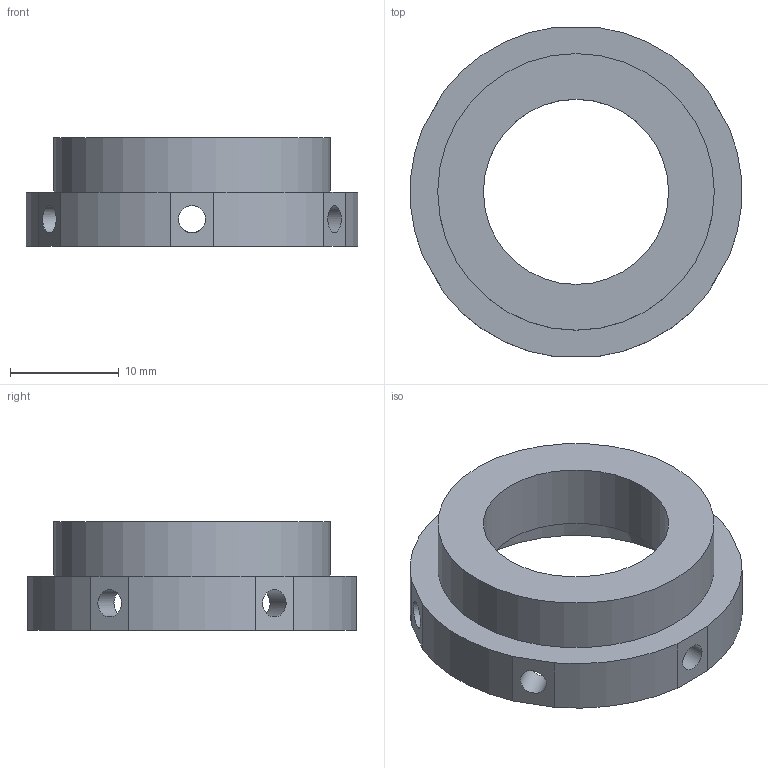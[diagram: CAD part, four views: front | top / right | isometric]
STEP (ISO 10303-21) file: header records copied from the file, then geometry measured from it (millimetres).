
FILE_DESCRIPTION(/* description */ (''),/* implementation_level */ '2;1');
FILE_NAME(/* name */ 'rotator to c-mount.stp',/* time_stamp */ '2024-12-10T15:43:04-08:00',/* author */ ('yohei'),/* organization */ (''),/* preprocessor_version */ 'ST-DEVELOPER v19',/* originating_system */ 'Autodesk Inventor 2023',/* authorisation */ '');
FILE_SCHEMA (('AUTOMOTIVE_DESIGN { 1 0 10303 214 3 1 1 }'));
Length unit declared in the file: millimetre
Products named in the file (1): rotator to c-mount
Bounding box: 30.41 x 30.24 x 10 mm (x, y, z)
Volume: 2846.9 mm3; surface area: 2587.1 mm2
Topology: 1 solids, 1 shells, 25 faces, 64 edges, 44 vertices
Faces by surface type: cylinder 15, plane 10
Full cylindrical faces by diameter (mm): 2.5 x6, 17 x1, 24.475 x1, 25.4 x1
Entity records: 1024 total; most frequent: CARTESIAN_POINT 331, DIRECTION 133, ORIENTED_EDGE 126, EDGE_CURVE 63, AXIS2_PLACEMENT_3D 50, VERTEX_POINT 42, EDGE_LOOP 41, LINE 33
